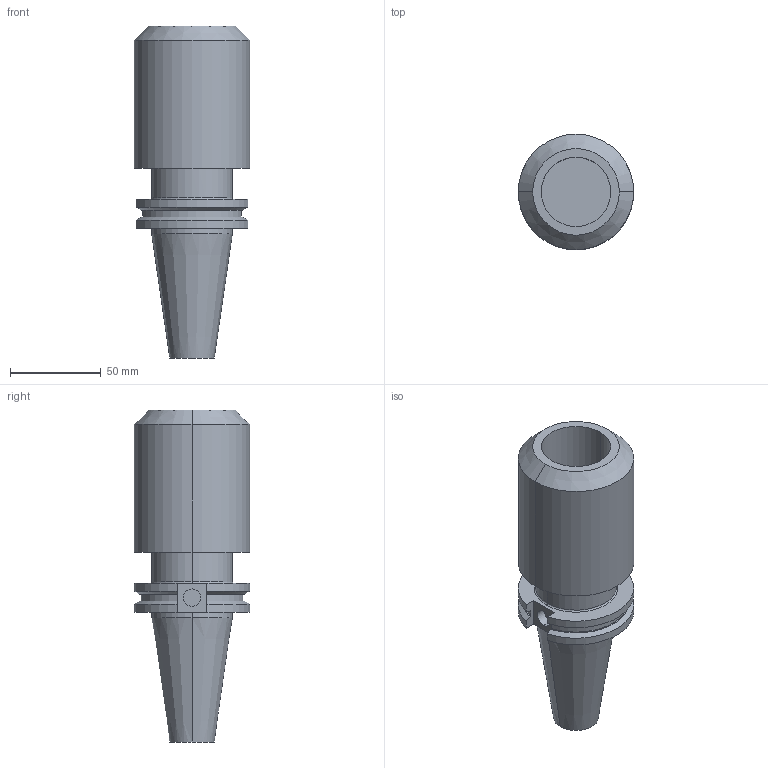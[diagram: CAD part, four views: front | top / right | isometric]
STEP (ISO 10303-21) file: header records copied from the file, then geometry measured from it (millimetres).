
FILE_DESCRIPTION (( 'STEP AP203' ), '1' );
FILE_NAME ('STP-22929.STEP', '2017-01-18T08:22:44', ( '' ), ( '' ), 'SwSTEP 2.0', 'SolidWorks 2015', '' );
FILE_SCHEMA (( 'CONFIG_CONTROL_DESIGN' ));
Length unit declared in the file: millimetre
Products named in the file (1): STP-22929
Bounding box: 63.5 x 63.5 x 182.55 mm (x, y, z)
Volume: 300433.4 mm3; surface area: 46826.3 mm2
Topology: 1 solids, 1 shells, 54 faces, 129 edges, 82 vertices
Faces by surface type: cylinder 22, plane 19, cone 10, torus 2, bspline 1
Entity records: 1692 total; most frequent: CARTESIAN_POINT 339, DIRECTION 282, ORIENTED_EDGE 254, EDGE_CURVE 127, AXIS2_PLACEMENT_3D 111, VERTEX_POINT 82, EDGE_LOOP 61, LINE 60
